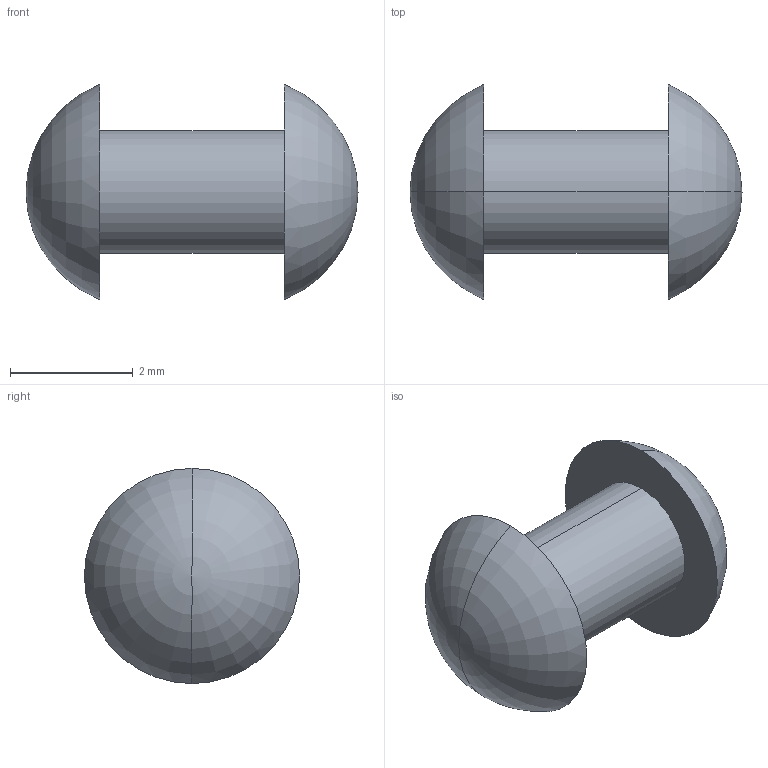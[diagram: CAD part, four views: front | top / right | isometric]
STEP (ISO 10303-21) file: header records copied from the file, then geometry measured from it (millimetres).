
FILE_DESCRIPTION (( 'STEP AP203' ), '1' );
FILE_NAME ('rivet 02_din.STEP', '2025-09-14T22:56:58', ( '' ), ( '' ), 'SwSTEP 2.0', 'SolidWorks 2023', '' );
FILE_SCHEMA (( 'CONFIG_CONTROL_DESIGN' ));
Length unit declared in the file: millimetre
Products named in the file (1): rivet 02_din_DIN 660-2x6-St-A-3
Bounding box: 5.4 x 3.5 x 3.5 mm (x, y, z)
Volume: 22.7 mm3; surface area: 60 mm2
Topology: 1 solids, 1 shells, 8 faces, 18 edges, 10 vertices
Faces by surface type: torus 4, plane 2, cylinder 2
Entity records: 283 total; most frequent: DIRECTION 44, CARTESIAN_POINT 33, ORIENTED_EDGE 28, AXIS2_PLACEMENT_3D 21, EDGE_CURVE 14, CIRCLE 12, EDGE_LOOP 10, VERTEX_POINT 10
